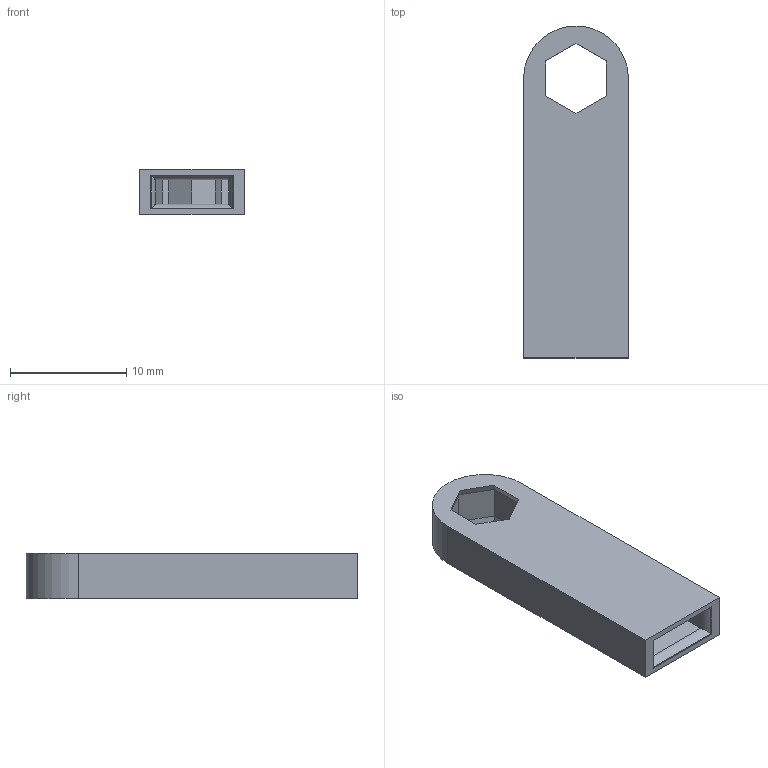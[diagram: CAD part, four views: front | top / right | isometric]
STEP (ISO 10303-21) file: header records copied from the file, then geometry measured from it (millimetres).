
FILE_DESCRIPTION(('FreeCAD Model'),'2;1');
FILE_NAME('Open CASCADE Shape Model','2023-06-01T18:05:17',(''),(''), 'Open CASCADE STEP processor 7.6','FreeCAD','Unknown');
FILE_SCHEMA(('AUTOMOTIVE_DESIGN { 1 0 10303 214 1 1 1 1 }'));
Length unit declared in the file: millimetre
Products named in the file (1): Pocket
Bounding box: 9 x 28.5 x 3.9 mm (x, y, z)
Volume: 587.9 mm3; surface area: 1155.9 mm2
Topology: 1 solids, 1 shells, 44 faces, 109 edges, 66 vertices
Faces by surface type: plane 27, bspline 12, cylinder 5
Entity records: 2671 total; most frequent: CARTESIAN_POINT 611, DIRECTION 312, LINE 234, VECTOR 234, ORIENTED_EDGE 218, PCURVE 218, DEFINITIONAL_REPRESENTATION 218, EDGE_CURVE 109
